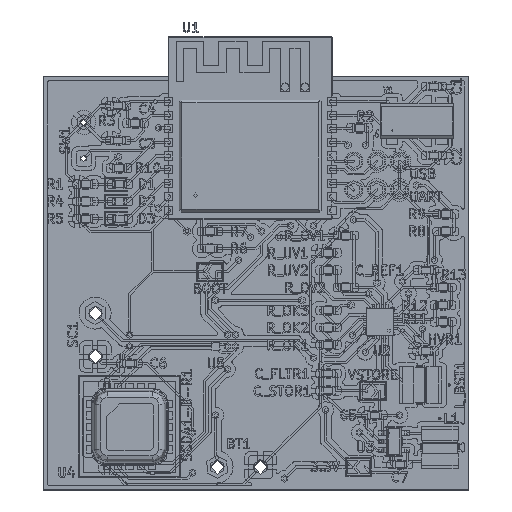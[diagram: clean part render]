
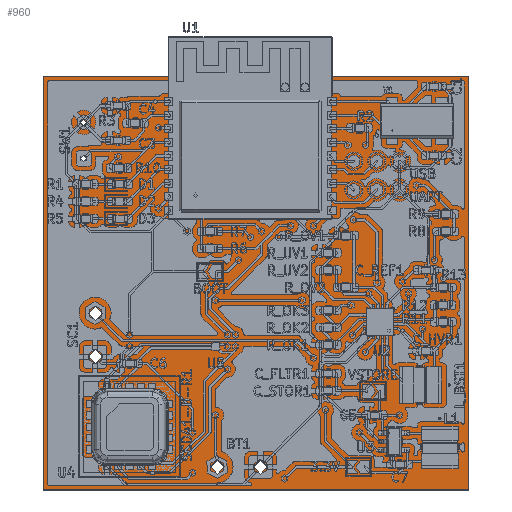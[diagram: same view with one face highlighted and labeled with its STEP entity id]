
A CAD part, top view. The second image highlights one B-rep face of the part: STEP entity #960.
In plain terms, the highlighted planar face has unit normal (0, 0, 1).
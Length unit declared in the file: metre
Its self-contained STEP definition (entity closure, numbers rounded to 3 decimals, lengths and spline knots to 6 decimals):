
#82 = VERTEX_POINT('',#83);
#83 = CARTESIAN_POINT('',(0.10922,-0.0762,0.));
#100 = VERTEX_POINT('',#101);
#101 = CARTESIAN_POINT('',(0.15621,-0.0762,0.));
#107 = EDGE_CURVE('',#82,#100,#108,.T.);
#108 = LINE('',#109,#110);
#109 = CARTESIAN_POINT('',(0.10922,-0.0762,0.));
#110 = VECTOR('',#111,0.001);
#111 = DIRECTION('',(1.,0.,0.));
#122 = VERTEX_POINT('',#123);
#123 = CARTESIAN_POINT('',(0.10922,-0.12192,0.));
#138 = EDGE_CURVE('',#122,#82,#139,.T.);
#139 = LINE('',#140,#141);
#140 = CARTESIAN_POINT('',(0.10922,-0.12192,0.));
#141 = VECTOR('',#142,0.001);
#142 = DIRECTION('',(0.,1.,0.));
#162 = VERTEX_POINT('',#163);
#163 = CARTESIAN_POINT('',(0.15621,-0.12192,0.));
#169 = EDGE_CURVE('',#100,#162,#170,.T.);
#170 = LINE('',#171,#172);
#171 = CARTESIAN_POINT('',(0.15621,-0.0762,0.));
#172 = VECTOR('',#173,0.001);
#173 = DIRECTION('',(0.,-1.,0.));
#191 = EDGE_CURVE('',#162,#122,#192,.T.);
#192 = LINE('',#193,#194);
#193 = CARTESIAN_POINT('',(0.15621,-0.12192,0.));
#194 = VECTOR('',#195,0.001);
#195 = DIRECTION('',(-1.,0.,0.));
#206 = VERTEX_POINT('',#207);
#207 = CARTESIAN_POINT('',(0.133985,-0.11938,0.));
#223 = EDGE_CURVE('',#206,#206,#224,.T.);
#224 = CIRCLE('',#225,0.000775);
#225 = AXIS2_PLACEMENT_3D('',#226,#227,#228);
#226 = CARTESIAN_POINT('',(0.13321,-0.11938,0.));
#227 = DIRECTION('',(0.,0.,1.));
#228 = DIRECTION('',(1.,0.,-0.));
#239 = VERTEX_POINT('',#240);
#240 = CARTESIAN_POINT('',(0.147115,-0.10392,0.));
#256 = EDGE_CURVE('',#239,#239,#257,.T.);
#257 = CIRCLE('',#258,0.0001);
#258 = AXIS2_PLACEMENT_3D('',#259,#260,#261);
#259 = CARTESIAN_POINT('',(0.147015,-0.10392,0.));
#260 = DIRECTION('',(0.,0.,1.));
#261 = DIRECTION('',(1.,0.,-0.));
#272 = VERTEX_POINT('',#273);
#273 = CARTESIAN_POINT('',(0.146535,-0.10334,0.));
#289 = EDGE_CURVE('',#272,#272,#290,.T.);
#290 = CIRCLE('',#291,0.0001);
#291 = AXIS2_PLACEMENT_3D('',#292,#293,#294);
#292 = CARTESIAN_POINT('',(0.146435,-0.10334,0.));
#293 = DIRECTION('',(0.,0.,1.));
#294 = DIRECTION('',(1.,0.,-0.));
#305 = VERTEX_POINT('',#306);
#306 = CARTESIAN_POINT('',(0.145955,-0.10392,0.));
#322 = EDGE_CURVE('',#305,#305,#323,.T.);
#323 = CIRCLE('',#324,0.0001);
#324 = AXIS2_PLACEMENT_3D('',#325,#326,#327);
#325 = CARTESIAN_POINT('',(0.145855,-0.10392,0.));
#326 = DIRECTION('',(0.,0.,1.));
#327 = DIRECTION('',(1.,0.,-0.));
#338 = VERTEX_POINT('',#339);
#339 = CARTESIAN_POINT('',(0.147115,-0.10276,0.));
#355 = EDGE_CURVE('',#338,#338,#356,.T.);
#356 = CIRCLE('',#357,0.0001);
#357 = AXIS2_PLACEMENT_3D('',#358,#359,#360);
#358 = CARTESIAN_POINT('',(0.147015,-0.10276,0.));
#359 = DIRECTION('',(0.,0.,1.));
#360 = DIRECTION('',(1.,0.,-0.));
#371 = VERTEX_POINT('',#372);
#372 = CARTESIAN_POINT('',(0.145955,-0.10276,0.));
#388 = EDGE_CURVE('',#371,#371,#389,.T.);
#389 = CIRCLE('',#390,0.0001);
#390 = AXIS2_PLACEMENT_3D('',#391,#392,#393);
#391 = CARTESIAN_POINT('',(0.145855,-0.10276,0.));
#392 = DIRECTION('',(0.,0.,1.));
#393 = DIRECTION('',(1.,0.,-0.));
#404 = VERTEX_POINT('',#405);
#405 = CARTESIAN_POINT('',(0.129185,-0.11938,0.));
#421 = EDGE_CURVE('',#404,#404,#422,.T.);
#422 = CIRCLE('',#423,0.000775);
#423 = AXIS2_PLACEMENT_3D('',#424,#425,#426);
#424 = CARTESIAN_POINT('',(0.12841,-0.11938,0.));
#425 = DIRECTION('',(0.,0.,1.));
#426 = DIRECTION('',(1.,0.,-0.));
#437 = VERTEX_POINT('',#438);
#438 = CARTESIAN_POINT('',(0.11571,-0.107175,0.));
#454 = EDGE_CURVE('',#437,#437,#455,.T.);
#455 = CIRCLE('',#456,0.000775);
#456 = AXIS2_PLACEMENT_3D('',#457,#458,#459);
#457 = CARTESIAN_POINT('',(0.114935,-0.107175,0.));
#458 = DIRECTION('',(0.,0.,1.));
#459 = DIRECTION('',(1.,0.,-0.));
#470 = VERTEX_POINT('',#471);
#471 = CARTESIAN_POINT('',(0.11571,-0.102375,0.));
#487 = EDGE_CURVE('',#470,#470,#488,.T.);
#488 = CIRCLE('',#489,0.000775);
#489 = AXIS2_PLACEMENT_3D('',#490,#491,#492);
#490 = CARTESIAN_POINT('',(0.114935,-0.102375,0.));
#491 = DIRECTION('',(0.,0.,1.));
#492 = DIRECTION('',(1.,0.,-0.));
#503 = VERTEX_POINT('',#504);
#504 = CARTESIAN_POINT('',(0.13374,-0.086315,0.));
#520 = EDGE_CURVE('',#503,#503,#521,.T.);
#521 = CIRCLE('',#522,0.00015);
#522 = AXIS2_PLACEMENT_3D('',#523,#524,#525);
#523 = CARTESIAN_POINT('',(0.13359,-0.086315,0.));
#524 = DIRECTION('',(0.,0.,1.));
#525 = DIRECTION('',(1.,0.,-0.));
#536 = VERTEX_POINT('',#537);
#537 = CARTESIAN_POINT('',(0.13264,-0.086315,0.));
#553 = EDGE_CURVE('',#536,#536,#554,.T.);
#554 = CIRCLE('',#555,0.00015);
#555 = AXIS2_PLACEMENT_3D('',#556,#557,#558);
#556 = CARTESIAN_POINT('',(0.13249,-0.086315,0.));
#557 = DIRECTION('',(0.,0.,1.));
#558 = DIRECTION('',(1.,0.,-0.));
#569 = VERTEX_POINT('',#570);
#570 = CARTESIAN_POINT('',(0.13429,-0.085765,0.));
#586 = EDGE_CURVE('',#569,#569,#587,.T.);
#587 = CIRCLE('',#588,0.00015);
#588 = AXIS2_PLACEMENT_3D('',#589,#590,#591);
#589 = CARTESIAN_POINT('',(0.13414,-0.085765,0.));
#590 = DIRECTION('',(0.,0.,1.));
#591 = DIRECTION('',(1.,0.,-0.));
#602 = VERTEX_POINT('',#603);
#603 = CARTESIAN_POINT('',(0.13429,-0.084665,0.));
#619 = EDGE_CURVE('',#602,#602,#620,.T.);
#620 = CIRCLE('',#621,0.00015);
#621 = AXIS2_PLACEMENT_3D('',#622,#623,#624);
#622 = CARTESIAN_POINT('',(0.13414,-0.084665,0.));
#623 = DIRECTION('',(0.,0.,1.));
#624 = DIRECTION('',(1.,0.,-0.));
#635 = VERTEX_POINT('',#636);
#636 = CARTESIAN_POINT('',(0.13374,-0.085215,0.));
#652 = EDGE_CURVE('',#635,#635,#653,.T.);
#653 = CIRCLE('',#654,0.00015);
#654 = AXIS2_PLACEMENT_3D('',#655,#656,#657);
#655 = CARTESIAN_POINT('',(0.13359,-0.085215,0.));
#656 = DIRECTION('',(0.,0.,1.));
#657 = DIRECTION('',(1.,0.,-0.));
#668 = VERTEX_POINT('',#669);
#669 = CARTESIAN_POINT('',(0.13319,-0.085765,0.));
#685 = EDGE_CURVE('',#668,#668,#686,.T.);
#686 = CIRCLE('',#687,0.00015);
#687 = AXIS2_PLACEMENT_3D('',#688,#689,#690);
#688 = CARTESIAN_POINT('',(0.13304,-0.085765,0.));
#689 = DIRECTION('',(0.,0.,1.));
#690 = DIRECTION('',(1.,0.,-0.));
#701 = VERTEX_POINT('',#702);
#702 = CARTESIAN_POINT('',(0.13319,-0.084665,0.));
#718 = EDGE_CURVE('',#701,#701,#719,.T.);
#719 = CIRCLE('',#720,0.00015);
#720 = AXIS2_PLACEMENT_3D('',#721,#722,#723);
#721 = CARTESIAN_POINT('',(0.13304,-0.084665,0.));
#722 = DIRECTION('',(0.,0.,1.));
#723 = DIRECTION('',(1.,0.,-0.));
#734 = VERTEX_POINT('',#735);
#735 = CARTESIAN_POINT('',(0.13264,-0.085215,0.));
#751 = EDGE_CURVE('',#734,#734,#752,.T.);
#752 = CIRCLE('',#753,0.00015);
#753 = AXIS2_PLACEMENT_3D('',#754,#755,#756);
#754 = CARTESIAN_POINT('',(0.13249,-0.085215,0.));
#755 = DIRECTION('',(0.,0.,1.));
#756 = DIRECTION('',(1.,0.,-0.));
#767 = VERTEX_POINT('',#768);
#768 = CARTESIAN_POINT('',(0.13374,-0.084115,0.));
#784 = EDGE_CURVE('',#767,#767,#785,.T.);
#785 = CIRCLE('',#786,0.00015);
#786 = AXIS2_PLACEMENT_3D('',#787,#788,#789);
#787 = CARTESIAN_POINT('',(0.13359,-0.084115,0.));
#788 = DIRECTION('',(0.,0.,1.));
#789 = DIRECTION('',(1.,0.,-0.));
#800 = VERTEX_POINT('',#801);
#801 = CARTESIAN_POINT('',(0.13264,-0.084115,0.));
#817 = EDGE_CURVE('',#800,#800,#818,.T.);
#818 = CIRCLE('',#819,0.00015);
#819 = AXIS2_PLACEMENT_3D('',#820,#821,#822);
#820 = CARTESIAN_POINT('',(0.13249,-0.084115,0.));
#821 = DIRECTION('',(0.,0.,1.));
#822 = DIRECTION('',(1.,0.,-0.));
#833 = VERTEX_POINT('',#834);
#834 = CARTESIAN_POINT('',(0.13209,-0.085765,0.));
#850 = EDGE_CURVE('',#833,#833,#851,.T.);
#851 = CIRCLE('',#852,0.00015);
#852 = AXIS2_PLACEMENT_3D('',#853,#854,#855);
#853 = CARTESIAN_POINT('',(0.13194,-0.085765,0.));
#854 = DIRECTION('',(0.,0.,1.));
#855 = DIRECTION('',(1.,0.,-0.));
#866 = VERTEX_POINT('',#867);
#867 = CARTESIAN_POINT('',(0.13209,-0.084665,0.));
#883 = EDGE_CURVE('',#866,#866,#884,.T.);
#884 = CIRCLE('',#885,0.00015);
#885 = AXIS2_PLACEMENT_3D('',#886,#887,#888);
#886 = CARTESIAN_POINT('',(0.13194,-0.084665,0.));
#887 = DIRECTION('',(0.,0.,1.));
#888 = DIRECTION('',(1.,0.,-0.));
#899 = VERTEX_POINT('',#900);
#900 = CARTESIAN_POINT('',(0.114025,-0.08529,0.));
#916 = EDGE_CURVE('',#899,#899,#917,.T.);
#917 = CIRCLE('',#918,0.00035);
#918 = AXIS2_PLACEMENT_3D('',#919,#920,#921);
#919 = CARTESIAN_POINT('',(0.113675,-0.08529,0.));
#920 = DIRECTION('',(0.,0.,1.));
#921 = DIRECTION('',(1.,0.,-0.));
#932 = VERTEX_POINT('',#933);
#933 = CARTESIAN_POINT('',(0.114025,-0.08129,0.));
#949 = EDGE_CURVE('',#932,#932,#950,.T.);
#950 = CIRCLE('',#951,0.00035);
#951 = AXIS2_PLACEMENT_3D('',#952,#953,#954);
#952 = CARTESIAN_POINT('',(0.113675,-0.08129,0.));
#953 = DIRECTION('',(0.,0.,1.));
#954 = DIRECTION('',(1.,0.,-0.));
#960 = ADVANCED_FACE('',(#961,#967,#970,#973,#976,#979,#982,#985,#988,
    #991,#994,#997,#1000,#1003,#1006,#1009,#1012,#1015,#1018,#1021,#1024
    ,#1027,#1030,#1033),#1036,.F.);
#961 = FACE_BOUND('',#962,.F.);
#962 = EDGE_LOOP('',(#963,#964,#965,#966));
#963 = ORIENTED_EDGE('',*,*,#107,.T.);
#964 = ORIENTED_EDGE('',*,*,#169,.T.);
#965 = ORIENTED_EDGE('',*,*,#191,.T.);
#966 = ORIENTED_EDGE('',*,*,#138,.T.);
#967 = FACE_BOUND('',#968,.F.);
#968 = EDGE_LOOP('',(#969));
#969 = ORIENTED_EDGE('',*,*,#223,.T.);
#970 = FACE_BOUND('',#971,.F.);
#971 = EDGE_LOOP('',(#972));
#972 = ORIENTED_EDGE('',*,*,#256,.T.);
#973 = FACE_BOUND('',#974,.F.);
#974 = EDGE_LOOP('',(#975));
#975 = ORIENTED_EDGE('',*,*,#289,.T.);
#976 = FACE_BOUND('',#977,.F.);
#977 = EDGE_LOOP('',(#978));
#978 = ORIENTED_EDGE('',*,*,#322,.T.);
#979 = FACE_BOUND('',#980,.F.);
#980 = EDGE_LOOP('',(#981));
#981 = ORIENTED_EDGE('',*,*,#355,.T.);
#982 = FACE_BOUND('',#983,.F.);
#983 = EDGE_LOOP('',(#984));
#984 = ORIENTED_EDGE('',*,*,#388,.T.);
#985 = FACE_BOUND('',#986,.F.);
#986 = EDGE_LOOP('',(#987));
#987 = ORIENTED_EDGE('',*,*,#421,.T.);
#988 = FACE_BOUND('',#989,.F.);
#989 = EDGE_LOOP('',(#990));
#990 = ORIENTED_EDGE('',*,*,#454,.T.);
#991 = FACE_BOUND('',#992,.F.);
#992 = EDGE_LOOP('',(#993));
#993 = ORIENTED_EDGE('',*,*,#487,.T.);
#994 = FACE_BOUND('',#995,.F.);
#995 = EDGE_LOOP('',(#996));
#996 = ORIENTED_EDGE('',*,*,#520,.T.);
#997 = FACE_BOUND('',#998,.F.);
#998 = EDGE_LOOP('',(#999));
#999 = ORIENTED_EDGE('',*,*,#553,.T.);
#1000 = FACE_BOUND('',#1001,.F.);
#1001 = EDGE_LOOP('',(#1002));
#1002 = ORIENTED_EDGE('',*,*,#586,.T.);
#1003 = FACE_BOUND('',#1004,.F.);
#1004 = EDGE_LOOP('',(#1005));
#1005 = ORIENTED_EDGE('',*,*,#619,.T.);
#1006 = FACE_BOUND('',#1007,.F.);
#1007 = EDGE_LOOP('',(#1008));
#1008 = ORIENTED_EDGE('',*,*,#652,.T.);
#1009 = FACE_BOUND('',#1010,.F.);
#1010 = EDGE_LOOP('',(#1011));
#1011 = ORIENTED_EDGE('',*,*,#685,.T.);
#1012 = FACE_BOUND('',#1013,.F.);
#1013 = EDGE_LOOP('',(#1014));
#1014 = ORIENTED_EDGE('',*,*,#718,.T.);
#1015 = FACE_BOUND('',#1016,.F.);
#1016 = EDGE_LOOP('',(#1017));
#1017 = ORIENTED_EDGE('',*,*,#751,.T.);
#1018 = FACE_BOUND('',#1019,.F.);
#1019 = EDGE_LOOP('',(#1020));
#1020 = ORIENTED_EDGE('',*,*,#784,.T.);
#1021 = FACE_BOUND('',#1022,.F.);
#1022 = EDGE_LOOP('',(#1023));
#1023 = ORIENTED_EDGE('',*,*,#817,.T.);
#1024 = FACE_BOUND('',#1025,.F.);
#1025 = EDGE_LOOP('',(#1026));
#1026 = ORIENTED_EDGE('',*,*,#850,.T.);
#1027 = FACE_BOUND('',#1028,.F.);
#1028 = EDGE_LOOP('',(#1029));
#1029 = ORIENTED_EDGE('',*,*,#883,.T.);
#1030 = FACE_BOUND('',#1031,.F.);
#1031 = EDGE_LOOP('',(#1032));
#1032 = ORIENTED_EDGE('',*,*,#916,.T.);
#1033 = FACE_BOUND('',#1034,.F.);
#1034 = EDGE_LOOP('',(#1035));
#1035 = ORIENTED_EDGE('',*,*,#949,.T.);
#1036 = PLANE('',#1037);
#1037 = AXIS2_PLACEMENT_3D('',#1038,#1039,#1040);
#1038 = CARTESIAN_POINT('',(0.132715,-0.09906,0.));
#1039 = DIRECTION('',(-0.,-0.,-1.));
#1040 = DIRECTION('',(-1.,0.,0.));
